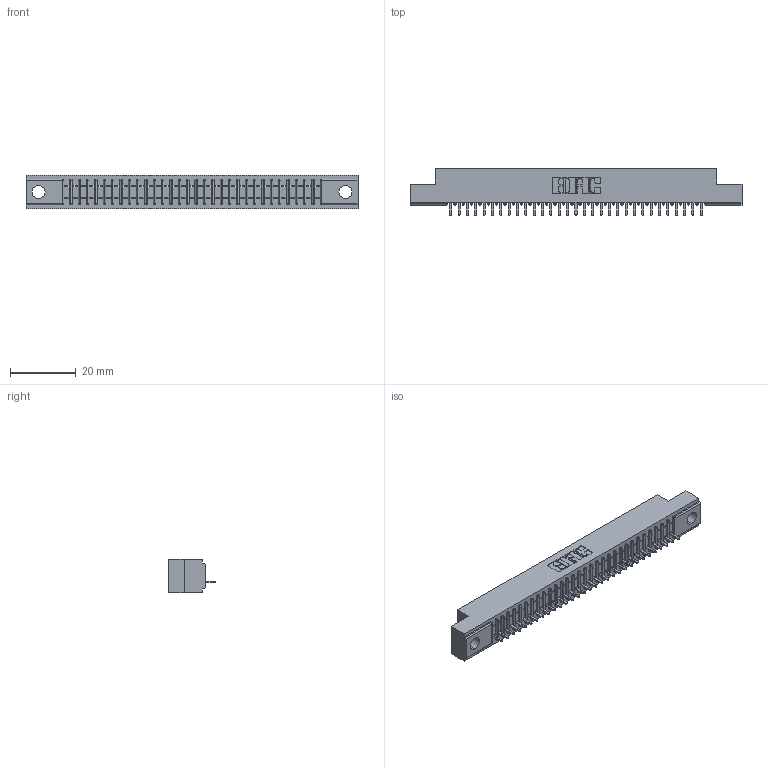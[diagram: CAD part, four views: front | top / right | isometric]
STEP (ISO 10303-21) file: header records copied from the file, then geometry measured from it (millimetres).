
FILE_DESCRIPTION (( 'STEP AP203' ), '1' );
FILE_NAME ('391-031-520-104.STEP', '2018-08-08T21:47:49', ( '' ), ( '' ), 'SwSTEP 2.0', 'SolidWorks 2016', '' );
FILE_SCHEMA (( 'CONFIG_CONTROL_DESIGN' ));
Length unit declared in the file: inch
Products named in the file (3): 341 Part_.156 (3.96) Dia Mounting Holes; 341-292-001_341-292-120; 391-031-520-104
Assembly tree (32 placements, depth 2):
  391-031-520-104
    341 Part_.156 (3.96) Dia Mounting Holes
    341-292-001_341-292-120  x31
Bounding box: 100.97 x 14.27 x 10.16 mm (x, y, z)
Volume: 7119.5 mm3; surface area: 10604.3 mm2
Topology: 32 solids, 32 shells, 2672 faces, 7699 edges, 4942 vertices
Faces by surface type: plane 1663, cylinder 885, sphere 64, torus 60
Entity records: 38408 total; most frequent: CARTESIAN_POINT 6524, ORIENTED_EDGE 6510, DIRECTION 6299, EDGE_CURVE 3255, VECTOR 2625, LINE 2625, VERTEX_POINT 2062, AXIS2_PLACEMENT_3D 1837
